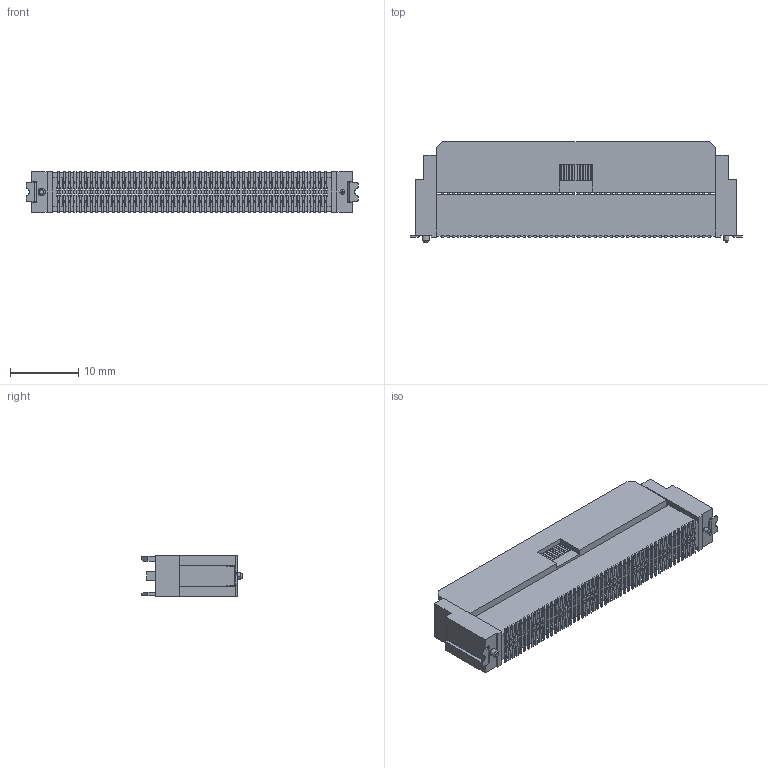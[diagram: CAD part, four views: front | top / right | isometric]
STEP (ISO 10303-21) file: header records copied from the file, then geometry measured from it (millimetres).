
FILE_DESCRIPTION((''),'2;1');
FILE_NAME('ASM0001_ASM','2025-10-15T11:17:59',('gongchengVV'),(''),'CREO PARAMETRIC BY PTC INC, 2020033','CREO PARAMETRIC BY PTC INC, 2020033','');
FILE_SCHEMA(('CONFIG_CONTROL_DESIGN'));
Products named in the file (1): ASM0001_ASM
Bounding box: 48.8 x 14.75 x 6 mm (x, y, z)
Volume: 2203.1 mm3; surface area: 6004.8 mm2
Topology: 1 solids, 1 shells, 3487 faces, 11091 edges, 7116 vertices
Faces by surface type: plane 3165, cylinder 318, cone 4
Entity records: 121079 total; most frequent: ORIENTED_EDGE 22182, CARTESIAN_POINT 21694, DIRECTION 18705, EDGE_CURVE 11091, VECTOR 10451, LINE 10451, VERTEX_POINT 7116, AXIS2_PLACEMENT_3D 4127
